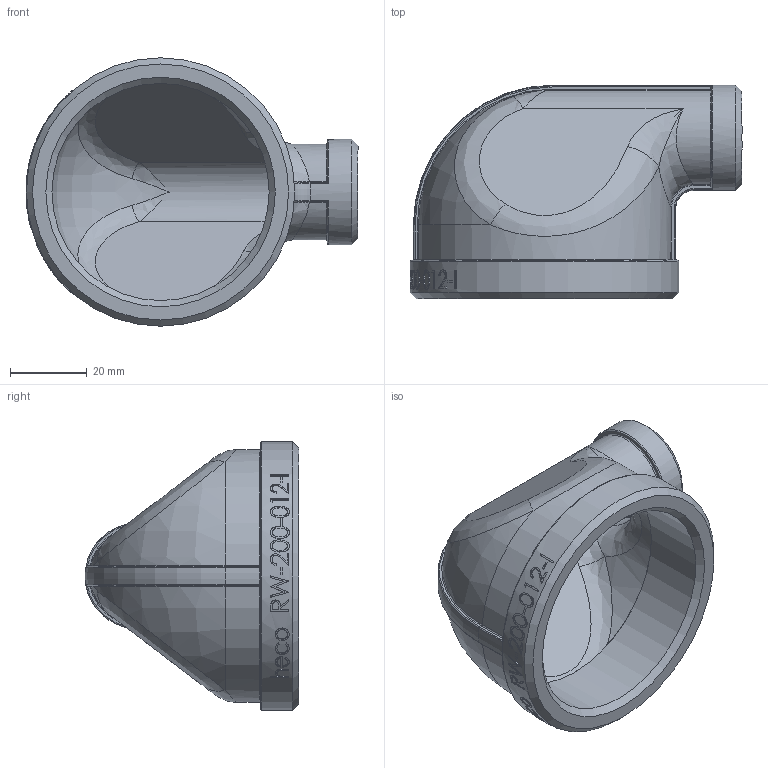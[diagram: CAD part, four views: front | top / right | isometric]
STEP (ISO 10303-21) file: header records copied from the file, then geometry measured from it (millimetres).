
FILE_DESCRIPTION (( 'STEP AP214' ), '1' );
FILE_NAME ('heco_RW-200-012-I.STEP', '2016-07-04T07:57:01', ( '' ), ( '' ), 'SwSTEP 2.0', 'SolidWorks 2011', '' );
FILE_SCHEMA (( 'AUTOMOTIVE_DESIGN' ));
Length unit declared in the file: millimetre
Products named in the file (1): heco_RW-200-012-I
Bounding box: 86.6 x 55.75 x 70 mm (x, y, z)
Volume: 43528.4 mm3; surface area: 25240.6 mm2
Topology: 1 solids, 1 shells, 293 faces, 727 edges, 447 vertices
Faces by surface type: bspline 129, plane 67, cylinder 59, torus 24, sphere 8, cone 6
Full cylindrical faces by diameter (mm): 18.631 x1, 19.6 x1, 27.5 x1, 56.656 x1, 70 x1
Entity records: 29217 total; most frequent: CARTESIAN_POINT 21611, ORIENTED_EDGE 1396, DIRECTION 805, EDGE_CURVE 698, VERTEX_POINT 444, B_SPLINE_CURVE_WITH_KNOTS 393, AXIS2_PLACEMENT_3D 339, EDGE_LOOP 332
